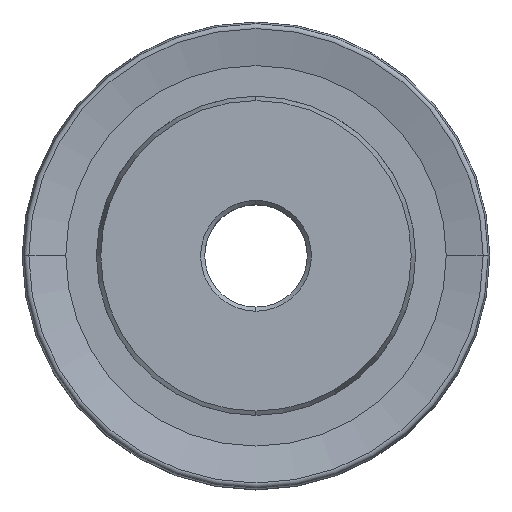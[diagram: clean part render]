
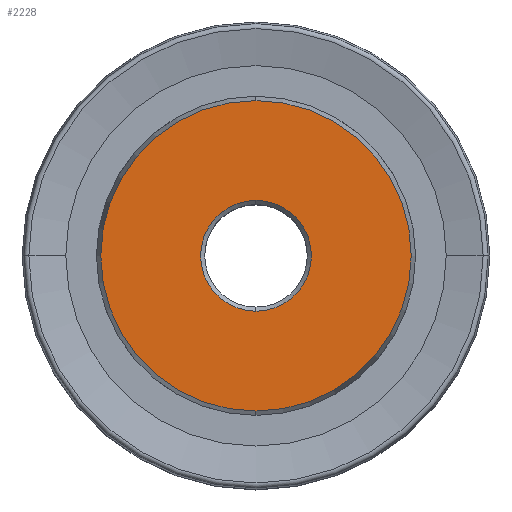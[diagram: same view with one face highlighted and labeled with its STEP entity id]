
A CAD part, top view. The second image highlights one B-rep face of the part: STEP entity #2228.
In plain terms, the highlighted planar face has unit normal (0, 0, 1).
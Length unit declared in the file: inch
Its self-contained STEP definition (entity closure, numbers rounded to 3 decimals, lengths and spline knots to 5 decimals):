
#211 = CARTESIAN_POINT ( 'NONE',  ( 0., -0.135, 0.25005 ) ) ;
#372 = AXIS2_PLACEMENT_3D ( 'NONE', #6157, #1178, #4680 ) ;
#394 = CARTESIAN_POINT ( 'NONE',  ( 0., 0.37844, 0.25005 ) ) ;
#510 = CARTESIAN_POINT ( 'NONE',  ( 0., 0., 0.25005 ) ) ;
#528 = CARTESIAN_POINT ( 'NONE',  ( 0., -0.37844, 0.25005 ) ) ;
#547 = VERTEX_POINT ( 'NONE', #211 ) ;
#694 = ORIENTED_EDGE ( 'NONE', *, *, #1794, .T. ) ;
#1017 = DIRECTION ( 'NONE',  ( 0., -1., 0. ) ) ;
#1022 = VERTEX_POINT ( 'NONE', #528 ) ;
#1146 = CIRCLE ( 'NONE', #4772, 0.37844 ) ;
#1166 = EDGE_CURVE ( 'NONE', #547, #4710, #3126, .T. ) ;
#1178 = DIRECTION ( 'NONE',  ( 0., 0., 1. ) ) ;
#1692 = DIRECTION ( 'NONE',  ( 0., 0., 1. ) ) ;
#1721 = CIRCLE ( 'NONE', #4814, 0.135 ) ;
#1769 = FACE_OUTER_BOUND ( 'NONE', #3636, .T. ) ;
#1794 = EDGE_CURVE ( 'NONE', #5241, #1022, #1146, .T. ) ;
#2156 = AXIS2_PLACEMENT_3D ( 'NONE', #510, #4026, #1017 ) ;
#2158 = CARTESIAN_POINT ( 'NONE',  ( 0., 0., 0.25005 ) ) ;
#2228 = ADVANCED_FACE ( 'NONE', ( #1769, #4272 ), #5159, .T. ) ;
#2639 = DIRECTION ( 'NONE',  ( 0., -1., 0. ) ) ;
#2873 = DIRECTION ( 'NONE',  ( 0., 0., -1. ) ) ;
#3126 = CIRCLE ( 'NONE', #2156, 0.135 ) ;
#3341 = EDGE_CURVE ( 'NONE', #1022, #5241, #4567, .T. ) ;
#3636 = EDGE_LOOP ( 'NONE', ( #694, #6371 ) ) ;
#4026 = DIRECTION ( 'NONE',  ( 0., 0., -1. ) ) ;
#4028 = EDGE_CURVE ( 'NONE', #4710, #547, #1721, .T. ) ;
#4141 = CARTESIAN_POINT ( 'NONE',  ( 0., 0.135, 0.25005 ) ) ;
#4272 = FACE_BOUND ( 'NONE', #5738, .T. ) ;
#4567 = CIRCLE ( 'NONE', #5574, 0.37844 ) ;
#4680 = DIRECTION ( 'NONE',  ( 0., 1., 0. ) ) ;
#4684 = CARTESIAN_POINT ( 'NONE',  ( 0., 0., 0.25005 ) ) ;
#4710 = VERTEX_POINT ( 'NONE', #4141 ) ;
#4772 = AXIS2_PLACEMENT_3D ( 'NONE', #4684, #1692, #5177 ) ;
#4814 = AXIS2_PLACEMENT_3D ( 'NONE', #5855, #2873, #6363 ) ;
#5109 = ORIENTED_EDGE ( 'NONE', *, *, #4028, .T. ) ;
#5159 = PLANE ( 'NONE',  #372 ) ;
#5177 = DIRECTION ( 'NONE',  ( 0., -1., 0. ) ) ;
#5241 = VERTEX_POINT ( 'NONE', #394 ) ;
#5574 = AXIS2_PLACEMENT_3D ( 'NONE', #2158, #5624, #2639 ) ;
#5624 = DIRECTION ( 'NONE',  ( 0., 0., 1. ) ) ;
#5738 = EDGE_LOOP ( 'NONE', ( #5780, #5109 ) ) ;
#5780 = ORIENTED_EDGE ( 'NONE', *, *, #1166, .T. ) ;
#5855 = CARTESIAN_POINT ( 'NONE',  ( 0., 0., 0.25005 ) ) ;
#6157 = CARTESIAN_POINT ( 'NONE',  ( 0., 0., 0.25005 ) ) ;
#6363 = DIRECTION ( 'NONE',  ( 0., -1., 0. ) ) ;
#6371 = ORIENTED_EDGE ( 'NONE', *, *, #3341, .T. ) ;
